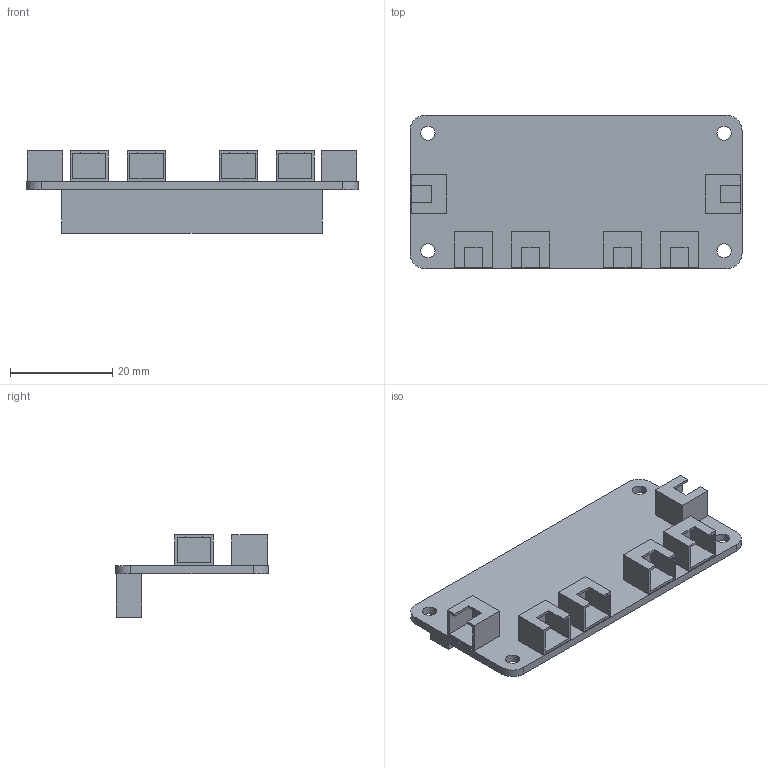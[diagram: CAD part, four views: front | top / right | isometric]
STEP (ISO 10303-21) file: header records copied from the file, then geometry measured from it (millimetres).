
FILE_DESCRIPTION(/* description */ (''),/* implementation_level */ '2;1');
FILE_NAME(/* name */ '3422 Adafruit Arcade Bonnet.step',/* time_stamp */ '2018-07-07T15:55:54-04:00',/* author */ ('Adafruit'),/* organization */ (''),/* preprocessor_version */ 'ST-DEVELOPER v17',/* originating_system */ 'Autodesk Translation Framework v7.1.0.215',/* authorisation */ '');
FILE_SCHEMA (('AUTOMOTIVE_DESIGN { 1 0 10303 214 3 1 1 }'));
Length unit declared in the file: millimetre
Products named in the file (1): Adafruit Arcade Bonnet
Bounding box: 65 x 30 x 16.1 mm (x, y, z)
Volume: 5816.2 mm3; surface area: 7566.3 mm2
Topology: 7 solids, 7 shells, 103 faces, 264 edges, 176 vertices
Faces by surface type: plane 95, cylinder 8
Full cylindrical faces by diameter (mm): 2.8 x4
Entity records: 3117 total; most frequent: CARTESIAN_POINT 544, ORIENTED_EDGE 528, DIRECTION 488, EDGE_CURVE 264, LINE 248, VECTOR 248, VERTEX_POINT 176, AXIS2_PLACEMENT_3D 120
